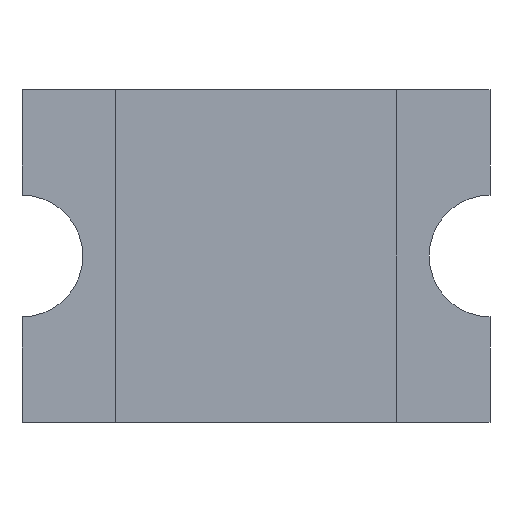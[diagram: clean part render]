
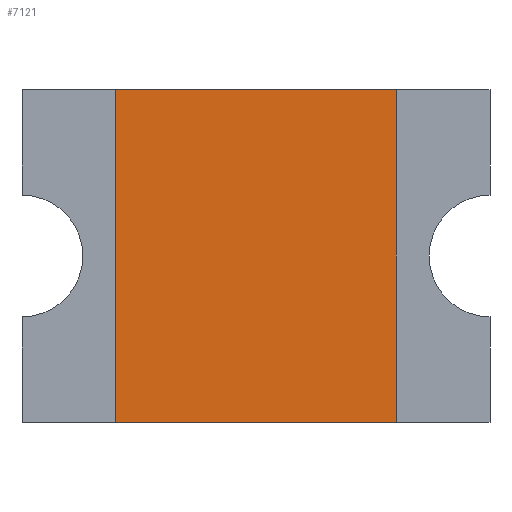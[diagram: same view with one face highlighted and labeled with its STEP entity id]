
A CAD part, front view. The second image highlights one B-rep face of the part: STEP entity #7121.
In plain terms, the highlighted planar face has unit normal (0, -1, 0).
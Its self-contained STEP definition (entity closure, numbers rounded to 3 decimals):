
#269 = EDGE_CURVE ( 'NONE', #5906, #13469, #12555, .T. ) ;
#624 = VERTEX_POINT ( 'NONE', #5428 ) ;
#680 = LINE ( 'NONE', #5104, #13881 ) ;
#883 = CARTESIAN_POINT ( 'NONE',  ( 1.35, -0.303, -1.6 ) ) ;
#1479 = PLANE ( 'NONE',  #1744 ) ;
#1559 = VECTOR ( 'NONE', #2539, 1000. ) ;
#1744 = AXIS2_PLACEMENT_3D ( 'NONE', #5900, #3578, #12717 ) ;
#2539 = DIRECTION ( 'NONE',  ( 0., 0., -1. ) ) ;
#2620 = CARTESIAN_POINT ( 'NONE',  ( -1.35, -0.303, 1.6 ) ) ;
#2717 = VECTOR ( 'NONE', #11002, 1000. ) ;
#2899 = ORIENTED_EDGE ( 'NONE', *, *, #8971, .F. ) ;
#3130 = CARTESIAN_POINT ( 'NONE',  ( 1.35, -0.303, 1.6 ) ) ;
#3281 = CARTESIAN_POINT ( 'NONE',  ( -1.35, -0.303, -1.6 ) ) ;
#3578 = DIRECTION ( 'NONE',  ( 0., 1., 0. ) ) ;
#3646 = FACE_OUTER_BOUND ( 'NONE', #10385, .T. ) ;
#3892 = LINE ( 'NONE', #3281, #5398 ) ;
#4032 = DIRECTION ( 'NONE',  ( 1., 0., 0. ) ) ;
#5104 = CARTESIAN_POINT ( 'NONE',  ( -1.35, -0.303, 1.6 ) ) ;
#5380 = LINE ( 'NONE', #3130, #2717 ) ;
#5398 = VECTOR ( 'NONE', #13917, 1000. ) ;
#5428 = CARTESIAN_POINT ( 'NONE',  ( 1.35, -0.303, 1.6 ) ) ;
#5900 = CARTESIAN_POINT ( 'NONE',  ( -1.35, -0.303, 1.6 ) ) ;
#5906 = VERTEX_POINT ( 'NONE', #7750 ) ;
#7107 = CARTESIAN_POINT ( 'NONE',  ( -1.35, -0.303, -1.6 ) ) ;
#7121 = ADVANCED_FACE ( 'NONE', ( #3646 ), #1479, .F. ) ;
#7641 = EDGE_CURVE ( 'NONE', #5906, #624, #680, .T. ) ;
#7750 = CARTESIAN_POINT ( 'NONE',  ( -1.35, -0.303, 1.6 ) ) ;
#8971 = EDGE_CURVE ( 'NONE', #624, #13000, #5380, .T. ) ;
#10385 = EDGE_LOOP ( 'NONE', ( #10536, #2899, #11906, #11832 ) ) ;
#10536 = ORIENTED_EDGE ( 'NONE', *, *, #12678, .T. ) ;
#11002 = DIRECTION ( 'NONE',  ( 0., 0., -1. ) ) ;
#11832 = ORIENTED_EDGE ( 'NONE', *, *, #269, .T. ) ;
#11906 = ORIENTED_EDGE ( 'NONE', *, *, #7641, .F. ) ;
#12555 = LINE ( 'NONE', #2620, #1559 ) ;
#12678 = EDGE_CURVE ( 'NONE', #13469, #13000, #3892, .T. ) ;
#12717 = DIRECTION ( 'NONE',  ( 0., 0., 1. ) ) ;
#13000 = VERTEX_POINT ( 'NONE', #883 ) ;
#13469 = VERTEX_POINT ( 'NONE', #7107 ) ;
#13881 = VECTOR ( 'NONE', #4032, 1000. ) ;
#13917 = DIRECTION ( 'NONE',  ( 1., 0., 0. ) ) ;
